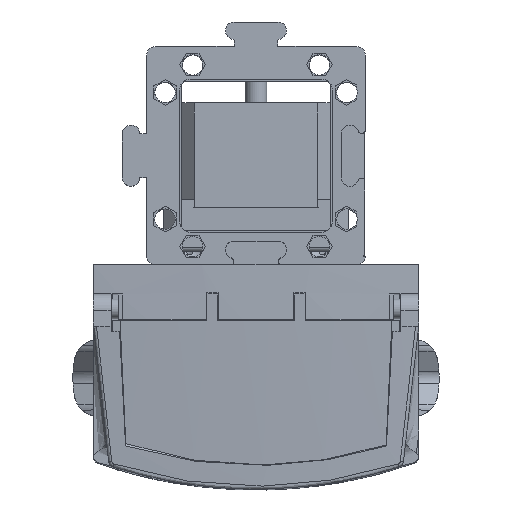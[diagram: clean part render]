
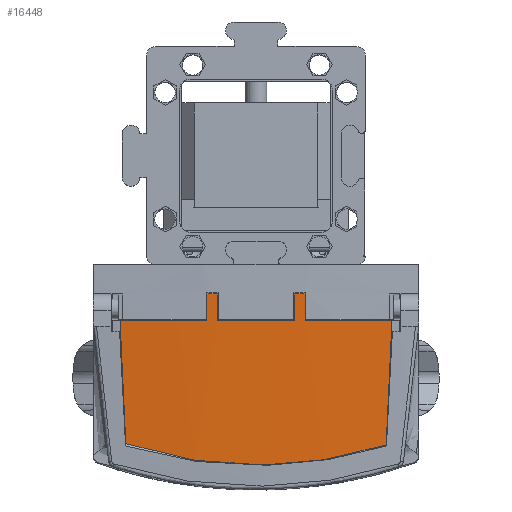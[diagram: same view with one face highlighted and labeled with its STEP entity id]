
A CAD part, top view. The second image highlights one B-rep face of the part: STEP entity #16448.
In plain terms, the highlighted conical face has half-angle 2 degrees and reference radius 578.482 mm.
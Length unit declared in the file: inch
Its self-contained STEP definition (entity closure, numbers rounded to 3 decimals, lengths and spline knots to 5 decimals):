
#178=(
BOUNDED_CURVE()
B_SPLINE_CURVE(3,(#27361,#27362,#27363,#27364),.UNSPECIFIED.,.F.,.F.)
B_SPLINE_CURVE_WITH_KNOTS((4,4),(3.9014,3.90292),
 .UNSPECIFIED.)
CURVE()
GEOMETRIC_REPRESENTATION_ITEM()
RATIONAL_B_SPLINE_CURVE((1.,1.,1.,1.))
REPRESENTATION_ITEM('')
);
#179=(
BOUNDED_CURVE()
B_SPLINE_CURVE(3,(#27377,#27378,#27379,#27380),.UNSPECIFIED.,.F.,.F.)
B_SPLINE_CURVE_WITH_KNOTS((4,4),(2.38027,2.38177),
 .UNSPECIFIED.)
CURVE()
GEOMETRIC_REPRESENTATION_ITEM()
RATIONAL_B_SPLINE_CURVE((1.,1.,1.,1.))
REPRESENTATION_ITEM('')
);
#198=CONICAL_SURFACE('',#17993,22.77489,0.035);
#275=B_SPLINE_CURVE_WITH_KNOTS('',3,(#27350,#27351,#27352,#27353,#27354,
#27355,#27356,#27357,#27358,#27359),.UNSPECIFIED.,.F.,.F.,(4,2,2,2,4),(40.52004,
41.68058,43.48122,45.28201,46.35931),
 .UNSPECIFIED.);
#1450=LINE('',#27367,#3066);
#1451=LINE('',#27369,#3067);
#1452=LINE('',#27372,#3068);
#1453=LINE('',#27374,#3069);
#3066=VECTOR('',#21246,0.3937);
#3067=VECTOR('',#21247,0.3937);
#3068=VECTOR('',#21250,0.3937);
#3069=VECTOR('',#21251,0.3937);
#4378=FACE_OUTER_BOUND('',#5344,.T.);
#5344=EDGE_LOOP('',(#12915,#12916,#12917,#12918,#12919,#12920,#12921,#12922,
#12923,#12924,#12925,#12926));
#6257=CIRCLE('',#17981,22.78327);
#6258=CIRCLE('',#17985,22.78327);
#6260=CIRCLE('',#17994,22.77489);
#6261=CIRCLE('',#17995,22.77489);
#6262=CIRCLE('',#17996,22.77489);
#7288=VERTEX_POINT('',#27271);
#7289=VERTEX_POINT('',#27273);
#7296=VERTEX_POINT('',#27292);
#7297=VERTEX_POINT('',#27293);
#7318=VERTEX_POINT('',#27348);
#7319=VERTEX_POINT('',#27349);
#7320=VERTEX_POINT('',#27360);
#7321=VERTEX_POINT('',#27365);
#7322=VERTEX_POINT('',#27368);
#7323=VERTEX_POINT('',#27370);
#7324=VERTEX_POINT('',#27373);
#7325=VERTEX_POINT('',#27375);
#9292=EDGE_CURVE('',#7289,#7288,#6257,.T.);
#9301=EDGE_CURVE('',#7296,#7297,#6258,.T.);
#9328=EDGE_CURVE('',#7318,#7319,#275,.T.);
#9329=EDGE_CURVE('',#7319,#7320,#178,.T.);
#9330=EDGE_CURVE('',#7320,#7321,#6260,.T.);
#9331=EDGE_CURVE('',#7321,#7296,#1450,.T.);
#9332=EDGE_CURVE('',#7297,#7322,#1451,.T.);
#9333=EDGE_CURVE('',#7322,#7323,#6261,.T.);
#9334=EDGE_CURVE('',#7323,#7289,#1452,.T.);
#9335=EDGE_CURVE('',#7288,#7324,#1453,.T.);
#9336=EDGE_CURVE('',#7324,#7325,#6262,.T.);
#9337=EDGE_CURVE('',#7325,#7318,#179,.T.);
#12915=ORIENTED_EDGE('',*,*,#9328,.T.);
#12916=ORIENTED_EDGE('',*,*,#9329,.T.);
#12917=ORIENTED_EDGE('',*,*,#9330,.T.);
#12918=ORIENTED_EDGE('',*,*,#9331,.T.);
#12919=ORIENTED_EDGE('',*,*,#9301,.T.);
#12920=ORIENTED_EDGE('',*,*,#9332,.T.);
#12921=ORIENTED_EDGE('',*,*,#9333,.T.);
#12922=ORIENTED_EDGE('',*,*,#9334,.T.);
#12923=ORIENTED_EDGE('',*,*,#9292,.T.);
#12924=ORIENTED_EDGE('',*,*,#9335,.T.);
#12925=ORIENTED_EDGE('',*,*,#9336,.T.);
#12926=ORIENTED_EDGE('',*,*,#9337,.T.);
#16448=ADVANCED_FACE('',(#4378),#198,.T.);
#17981=AXIS2_PLACEMENT_3D('',#27274,#21185,#21186);
#17985=AXIS2_PLACEMENT_3D('',#27294,#21201,#21202);
#17993=AXIS2_PLACEMENT_3D('',#27347,#21242,#21243);
#17994=AXIS2_PLACEMENT_3D('',#27366,#21244,#21245);
#17995=AXIS2_PLACEMENT_3D('',#27371,#21248,#21249);
#17996=AXIS2_PLACEMENT_3D('',#27376,#21252,#21253);
#21185=DIRECTION('center_axis',(0.,0.,1.));
#21186=DIRECTION('ref_axis',(1.,0.,0.));
#21201=DIRECTION('center_axis',(0.,0.,1.));
#21202=DIRECTION('ref_axis',(1.,0.,0.));
#21242=DIRECTION('center_axis',(0.,0.,-1.));
#21243=DIRECTION('ref_axis',(1.,0.,0.));
#21244=DIRECTION('center_axis',(0.,0.,1.));
#21245=DIRECTION('ref_axis',(1.,0.,0.));
#21246=DIRECTION('',(0.,0.035,-0.999));
#21247=DIRECTION('',(0.,-0.035,0.999));
#21248=DIRECTION('center_axis',(0.,0.,1.));
#21249=DIRECTION('ref_axis',(1.,0.,0.));
#21250=DIRECTION('',(0.,0.035,-0.999));
#21251=DIRECTION('',(0.,-0.035,0.999));
#21252=DIRECTION('center_axis',(0.,0.,1.));
#21253=DIRECTION('ref_axis',(1.,0.,0.));
#27271=CARTESIAN_POINT('',(-0.44269,1.38716,0.));
#27273=CARTESIAN_POINT('',(-0.34269,1.38888,0.));
#27274=CARTESIAN_POINT('Origin',(0.,-21.39181,
0.));
#27292=CARTESIAN_POINT('',(0.44269,1.38716,0.));
#27293=CARTESIAN_POINT('',(0.34269,1.38888,0.));
#27294=CARTESIAN_POINT('Origin',(0.,-21.39181,
0.));
#27347=CARTESIAN_POINT('Origin',(0.,-21.39181,
0.24));
#27348=CARTESIAN_POINT('',(-1.17318,1.31408,1.34835));
#27349=CARTESIAN_POINT('',(1.17267,1.31373,1.35919));
#27350=CARTESIAN_POINT('Ctrl Pts',(-1.17318,1.31408,1.34835));
#27351=CARTESIAN_POINT('Ctrl Pts',(-1.02001,1.32022,1.39924));
#27352=CARTESIAN_POINT('Ctrl Pts',(-0.86395,1.32528,
1.44012));
#27353=CARTESIAN_POINT('Ctrl Pts',(-0.46439,1.33499,
1.51823));
#27354=CARTESIAN_POINT('Ctrl Pts',(-0.22007,1.33781,
1.5408));
#27355=CARTESIAN_POINT('Ctrl Pts',(0.25256,1.33748,1.54081));
#27356=CARTESIAN_POINT('Ctrl Pts',(0.49689,1.33431,1.51825));
#27357=CARTESIAN_POINT('Ctrl Pts',(0.88522,1.32431,1.44235));
#27358=CARTESIAN_POINT('Ctrl Pts',(1.03012,1.31949,1.4051));
#27359=CARTESIAN_POINT('Ctrl Pts',(1.17267,1.31373,1.35919));
#27360=CARTESIAN_POINT('',(1.22489,1.35011,0.24));
#27361=CARTESIAN_POINT('Ctrl Pts',(1.17267,1.31373,1.35919));
#27362=CARTESIAN_POINT('Ctrl Pts',(1.19006,1.32587,0.98643));
#27363=CARTESIAN_POINT('Ctrl Pts',(1.20747,1.338,0.61336));
#27364=CARTESIAN_POINT('Ctrl Pts',(1.22489,1.35011,0.24));
#27365=CARTESIAN_POINT('',(0.44269,1.37877,0.24));
#27366=CARTESIAN_POINT('Origin',(0.,-21.39181,
0.24));
#27367=CARTESIAN_POINT('',(0.44269,1.37877,0.24));
#27368=CARTESIAN_POINT('',(0.34269,1.3805,0.24));
#27369=CARTESIAN_POINT('',(0.34269,1.38888,0.));
#27370=CARTESIAN_POINT('',(-0.34269,1.3805,0.24));
#27371=CARTESIAN_POINT('Origin',(0.,-21.39181,
0.24));
#27372=CARTESIAN_POINT('',(-0.34269,1.3805,0.24));
#27373=CARTESIAN_POINT('',(-0.44269,1.37877,0.24));
#27374=CARTESIAN_POINT('',(-0.44269,1.38716,0.));
#27375=CARTESIAN_POINT('',(-1.22489,1.35011,0.24));
#27376=CARTESIAN_POINT('Origin',(0.,-21.39181,
0.24));
#27377=CARTESIAN_POINT('Ctrl Pts',(-1.22489,1.35011,0.24));
#27378=CARTESIAN_POINT('Ctrl Pts',(-1.20764,1.33811,0.60974));
#27379=CARTESIAN_POINT('Ctrl Pts',(-1.1904,1.3261,0.97919));
#27380=CARTESIAN_POINT('Ctrl Pts',(-1.17318,1.31408,1.34835));
